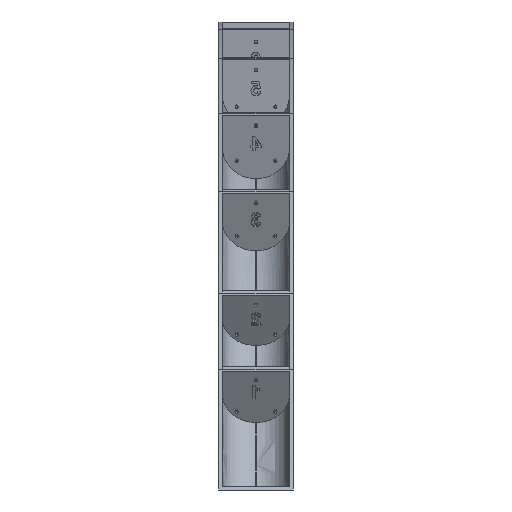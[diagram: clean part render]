
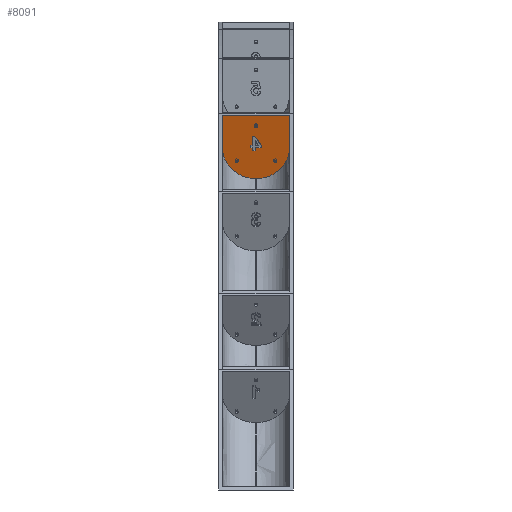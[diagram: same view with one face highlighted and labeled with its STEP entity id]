
A CAD part, left-side view. The second image highlights one B-rep face of the part: STEP entity #8091.
In plain terms, the highlighted planar face has unit normal (-0.947, 0, -0.321).
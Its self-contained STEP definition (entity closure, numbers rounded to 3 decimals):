
#162=FACE_BOUND('',#1529,.T.);
#163=FACE_BOUND('',#1530,.T.);
#164=FACE_BOUND('',#1531,.T.);
#165=FACE_BOUND('',#1532,.T.);
#341=CIRCLE('',#8565,1.575);
#342=CIRCLE('',#8566,1.575);
#343=CIRCLE('',#8567,1.575);
#587=PLANE('',#8564);
#986=FACE_OUTER_BOUND('',#1528,.T.);
#1528=EDGE_LOOP('',(#7241,#7242,#7243,#7244,#7245,#7246));
#1529=EDGE_LOOP('',(#7247));
#1530=EDGE_LOOP('',(#7248));
#1531=EDGE_LOOP('',(#7249));
#1532=EDGE_LOOP('',(#7250,#7251,#7252,#7253,#7254,#7255,#7256,#7257,#7258,
#7259,#7260));
#2102=LINE('',#15509,#2697);
#2106=LINE('',#15516,#2701);
#2109=LINE('',#15522,#2704);
#2112=LINE('',#15528,#2707);
#2115=LINE('',#15534,#2710);
#2118=LINE('',#15540,#2713);
#2121=LINE('',#15546,#2716);
#2124=LINE('',#15552,#2719);
#2127=LINE('',#15558,#2722);
#2130=LINE('',#15564,#2725);
#2132=LINE('',#15567,#2727);
#2133=LINE('',#15591,#2728);
#2134=LINE('',#15593,#2729);
#2135=LINE('',#15595,#2730);
#2136=LINE('',#15615,#2731);
#2697=VECTOR('',#9904,10.);
#2701=VECTOR('',#9910,10.);
#2704=VECTOR('',#9915,10.);
#2707=VECTOR('',#9920,10.);
#2710=VECTOR('',#9925,10.);
#2713=VECTOR('',#9930,10.);
#2716=VECTOR('',#9935,10.);
#2719=VECTOR('',#9940,10.);
#2722=VECTOR('',#9945,10.);
#2725=VECTOR('',#9950,10.);
#2727=VECTOR('',#9954,10.);
#2728=VECTOR('',#9959,10.);
#2729=VECTOR('',#9960,10.);
#2730=VECTOR('',#9961,10.);
#2731=VECTOR('',#9962,10.);
#3128=B_SPLINE_CURVE_WITH_KNOTS('',3,(#15572,#15573,#15574,#15575,#15576,
#15577,#15578,#15579,#15580,#15581,#15582,#15583,#15584,#15585,#15586,#15587,
#15588,#15589),.UNSPECIFIED.,.F.,.F.,(4,2,2,2,2,2,2,2,4),(10.088,
10.716,11.345,11.975,12.605,13.236,
13.867,14.499,15.132),.UNSPECIFIED.);
#3129=B_SPLINE_CURVE_WITH_KNOTS('',3,(#15597,#15598,#15599,#15600,#15601,
#15602,#15603,#15604,#15605,#15606,#15607,#15608,#15609,#15610,#15611,#15612,
#15613,#15614),.UNSPECIFIED.,.F.,.F.,(4,2,2,2,2,2,2,2,4),(10.088,
10.716,11.345,11.975,12.605,13.236,
13.867,14.499,15.132),.UNSPECIFIED.);
#3864=VERTEX_POINT('',#15506);
#3865=VERTEX_POINT('',#15508);
#3867=VERTEX_POINT('',#15514);
#3869=VERTEX_POINT('',#15520);
#3871=VERTEX_POINT('',#15526);
#3873=VERTEX_POINT('',#15532);
#3875=VERTEX_POINT('',#15538);
#3877=VERTEX_POINT('',#15544);
#3879=VERTEX_POINT('',#15550);
#3881=VERTEX_POINT('',#15556);
#3883=VERTEX_POINT('',#15562);
#3884=VERTEX_POINT('',#15570);
#3885=VERTEX_POINT('',#15571);
#3886=VERTEX_POINT('',#15590);
#3887=VERTEX_POINT('',#15592);
#3888=VERTEX_POINT('',#15594);
#3889=VERTEX_POINT('',#15596);
#3890=VERTEX_POINT('',#15616);
#3891=VERTEX_POINT('',#15618);
#3892=VERTEX_POINT('',#15620);
#4992=EDGE_CURVE('',#3865,#3864,#2102,.T.);
#4996=EDGE_CURVE('',#3864,#3867,#2106,.T.);
#4999=EDGE_CURVE('',#3867,#3869,#2109,.T.);
#5002=EDGE_CURVE('',#3869,#3871,#2112,.T.);
#5005=EDGE_CURVE('',#3871,#3873,#2115,.T.);
#5008=EDGE_CURVE('',#3873,#3875,#2118,.T.);
#5011=EDGE_CURVE('',#3875,#3877,#2121,.T.);
#5014=EDGE_CURVE('',#3877,#3879,#2124,.T.);
#5017=EDGE_CURVE('',#3879,#3881,#2127,.T.);
#5020=EDGE_CURVE('',#3881,#3883,#2130,.T.);
#5022=EDGE_CURVE('',#3883,#3865,#2132,.T.);
#5023=EDGE_CURVE('',#3884,#3885,#3128,.T.);
#5024=EDGE_CURVE('',#3885,#3886,#2133,.F.);
#5025=EDGE_CURVE('',#3887,#3886,#2134,.T.);
#5026=EDGE_CURVE('',#3887,#3888,#2135,.T.);
#5027=EDGE_CURVE('',#3888,#3889,#3129,.F.);
#5028=EDGE_CURVE('',#3889,#3884,#2136,.T.);
#5029=EDGE_CURVE('',#3890,#3890,#341,.T.);
#5030=EDGE_CURVE('',#3891,#3891,#342,.T.);
#5031=EDGE_CURVE('',#3892,#3892,#343,.T.);
#7241=ORIENTED_EDGE('',*,*,#5023,.T.);
#7242=ORIENTED_EDGE('',*,*,#5024,.T.);
#7243=ORIENTED_EDGE('',*,*,#5025,.F.);
#7244=ORIENTED_EDGE('',*,*,#5026,.T.);
#7245=ORIENTED_EDGE('',*,*,#5027,.T.);
#7246=ORIENTED_EDGE('',*,*,#5028,.T.);
#7247=ORIENTED_EDGE('',*,*,#5029,.T.);
#7248=ORIENTED_EDGE('',*,*,#5030,.T.);
#7249=ORIENTED_EDGE('',*,*,#5031,.T.);
#7250=ORIENTED_EDGE('',*,*,#4992,.T.);
#7251=ORIENTED_EDGE('',*,*,#4996,.T.);
#7252=ORIENTED_EDGE('',*,*,#4999,.T.);
#7253=ORIENTED_EDGE('',*,*,#5002,.T.);
#7254=ORIENTED_EDGE('',*,*,#5005,.T.);
#7255=ORIENTED_EDGE('',*,*,#5008,.T.);
#7256=ORIENTED_EDGE('',*,*,#5011,.T.);
#7257=ORIENTED_EDGE('',*,*,#5014,.T.);
#7258=ORIENTED_EDGE('',*,*,#5017,.T.);
#7259=ORIENTED_EDGE('',*,*,#5020,.T.);
#7260=ORIENTED_EDGE('',*,*,#5022,.T.);
#8091=ADVANCED_FACE('',(#986,#162,#163,#164,#165),#587,.T.);
#8564=AXIS2_PLACEMENT_3D('',#15569,#9957,#9958);
#8565=AXIS2_PLACEMENT_3D('',#15617,#9963,#9964);
#8566=AXIS2_PLACEMENT_3D('',#15619,#9965,#9966);
#8567=AXIS2_PLACEMENT_3D('',#15621,#9967,#9968);
#9904=DIRECTION('',(-0.321,0.,0.947));
#9910=DIRECTION('',(0.,1.,0.));
#9915=DIRECTION('',(-0.321,0.,0.947));
#9920=DIRECTION('',(0.,-1.,0.));
#9925=DIRECTION('',(-0.321,0.,0.947));
#9930=DIRECTION('',(0.,-1.,0.));
#9935=DIRECTION('',(0.265,-0.564,-0.782));
#9940=DIRECTION('',(0.321,0.,-0.947));
#9945=DIRECTION('',(0.,1.,0.));
#9950=DIRECTION('',(0.321,0.,-0.947));
#9954=DIRECTION('',(0.,1.,0.));
#9957=DIRECTION('center_axis',(-0.947,0.,-0.321));
#9958=DIRECTION('ref_axis',(0.321,0.,-0.947));
#9959=DIRECTION('',(0.321,0.,-0.947));
#9960=DIRECTION('',(0.,-1.,0.));
#9961=DIRECTION('',(0.321,0.,-0.947));
#9962=DIRECTION('',(0.,-1.,0.));
#9963=DIRECTION('center_axis',(0.947,0.,0.321));
#9964=DIRECTION('ref_axis',(0.,1.,0.));
#9965=DIRECTION('center_axis',(0.947,0.,0.321));
#9966=DIRECTION('ref_axis',(0.,1.,0.));
#9967=DIRECTION('center_axis',(0.947,0.,0.321));
#9968=DIRECTION('ref_axis',(0.,1.,0.));
#15506=CARTESIAN_POINT('',(474.349,41.584,351.694));
#15508=CARTESIAN_POINT('',(475.317,41.584,348.834));
#15509=CARTESIAN_POINT('',(468.628,41.584,368.598));
#15514=CARTESIAN_POINT('',(474.349,43.446,351.694));
#15516=CARTESIAN_POINT('',(474.349,21.723,351.694));
#15520=CARTESIAN_POINT('',(473.539,43.446,354.087));
#15522=CARTESIAN_POINT('',(468.222,43.446,369.795));
#15526=CARTESIAN_POINT('',(473.539,41.584,354.087));
#15528=CARTESIAN_POINT('',(473.539,20.792,354.087));
#15532=CARTESIAN_POINT('',(470.488,41.584,363.101));
#15534=CARTESIAN_POINT('',(466.697,41.584,374.302));
#15538=CARTESIAN_POINT('',(470.488,39.169,363.101));
#15540=CARTESIAN_POINT('',(470.488,19.585,363.101));
#15544=CARTESIAN_POINT('',(473.542,32.662,354.078));
#15546=CARTESIAN_POINT('',(472.355,35.192,357.586));
#15550=CARTESIAN_POINT('',(474.349,32.662,351.694));
#15552=CARTESIAN_POINT('',(468.628,32.662,368.598));
#15556=CARTESIAN_POINT('',(474.349,38.801,351.694));
#15558=CARTESIAN_POINT('',(474.349,19.4,351.694));
#15562=CARTESIAN_POINT('',(475.317,38.801,348.834));
#15564=CARTESIAN_POINT('',(469.111,38.801,367.168));
#15567=CARTESIAN_POINT('',(475.317,20.792,348.834));
#15569=CARTESIAN_POINT('Origin',(462.906,0.,385.502));
#15570=CARTESIAN_POINT('',(485.039,37.5,320.111));
#15571=CARTESIAN_POINT('',(474.101,3.5,352.428));
#15572=CARTESIAN_POINT('Ctrl Pts',(485.039,37.5,320.111));
#15573=CARTESIAN_POINT('Ctrl Pts',(485.039,35.404,320.111));
#15574=CARTESIAN_POINT('Ctrl Pts',(484.973,33.116,320.307));
#15575=CARTESIAN_POINT('Ctrl Pts',(484.686,28.634,321.154));
#15576=CARTESIAN_POINT('Ctrl Pts',(484.466,26.441,321.804));
#15577=CARTESIAN_POINT('Ctrl Pts',(483.951,22.566,323.327));
#15578=CARTESIAN_POINT('Ctrl Pts',(483.607,20.528,324.341));
#15579=CARTESIAN_POINT('Ctrl Pts',(482.79,16.724,326.755));
#15580=CARTESIAN_POINT('Ctrl Pts',(482.317,14.958,328.154));
#15581=CARTESIAN_POINT('Ctrl Pts',(481.363,11.989,330.972));
#15582=CARTESIAN_POINT('Ctrl Pts',(480.794,10.513,332.652));
#15583=CARTESIAN_POINT('Ctrl Pts',(479.57,7.968,336.268));
#15584=CARTESIAN_POINT('Ctrl Pts',(478.915,6.898,338.205));
#15585=CARTESIAN_POINT('Ctrl Pts',(477.667,5.29,341.892));
#15586=CARTESIAN_POINT('Ctrl Pts',(476.96,4.602,343.982));
#15587=CARTESIAN_POINT('Ctrl Pts',(475.514,3.707,348.252));
#15588=CARTESIAN_POINT('Ctrl Pts',(474.776,3.5,350.432));
#15589=CARTESIAN_POINT('Ctrl Pts',(474.101,3.5,352.428));
#15590=CARTESIAN_POINT('',(463.008,3.5,385.2));
#15591=CARTESIAN_POINT('',(487.21,3.5,313.697));
#15592=CARTESIAN_POINT('',(463.008,72.7,385.2));
#15593=CARTESIAN_POINT('',(463.008,0.,385.2));
#15594=CARTESIAN_POINT('',(474.101,72.7,352.428));
#15595=CARTESIAN_POINT('',(487.21,72.7,313.697));
#15596=CARTESIAN_POINT('',(485.039,38.7,320.111));
#15597=CARTESIAN_POINT('Ctrl Pts',(485.039,38.7,320.111));
#15598=CARTESIAN_POINT('Ctrl Pts',(485.039,40.796,320.111));
#15599=CARTESIAN_POINT('Ctrl Pts',(484.973,43.084,320.307));
#15600=CARTESIAN_POINT('Ctrl Pts',(484.686,47.566,321.154));
#15601=CARTESIAN_POINT('Ctrl Pts',(484.466,49.759,321.804));
#15602=CARTESIAN_POINT('Ctrl Pts',(483.951,53.634,323.327));
#15603=CARTESIAN_POINT('Ctrl Pts',(483.607,55.672,324.341));
#15604=CARTESIAN_POINT('Ctrl Pts',(482.79,59.476,326.755));
#15605=CARTESIAN_POINT('Ctrl Pts',(482.317,61.242,328.154));
#15606=CARTESIAN_POINT('Ctrl Pts',(481.363,64.211,330.972));
#15607=CARTESIAN_POINT('Ctrl Pts',(480.794,65.687,332.652));
#15608=CARTESIAN_POINT('Ctrl Pts',(479.57,68.232,336.268));
#15609=CARTESIAN_POINT('Ctrl Pts',(478.915,69.302,338.205));
#15610=CARTESIAN_POINT('Ctrl Pts',(477.667,70.91,341.892));
#15611=CARTESIAN_POINT('Ctrl Pts',(476.96,71.598,343.982));
#15612=CARTESIAN_POINT('Ctrl Pts',(475.514,72.493,348.252));
#15613=CARTESIAN_POINT('Ctrl Pts',(474.776,72.7,350.432));
#15614=CARTESIAN_POINT('Ctrl Pts',(474.101,72.7,352.428));
#15615=CARTESIAN_POINT('',(485.039,0.,320.111));
#15616=CARTESIAN_POINT('',(479.11,56.525,337.629));
#15617=CARTESIAN_POINT('Origin',(479.11,58.1,337.629));
#15618=CARTESIAN_POINT('',(479.11,16.525,337.629));
#15619=CARTESIAN_POINT('Origin',(479.11,18.1,337.629));
#15620=CARTESIAN_POINT('',(466.895,36.525,373.718));
#15621=CARTESIAN_POINT('Origin',(466.895,38.1,373.718));
